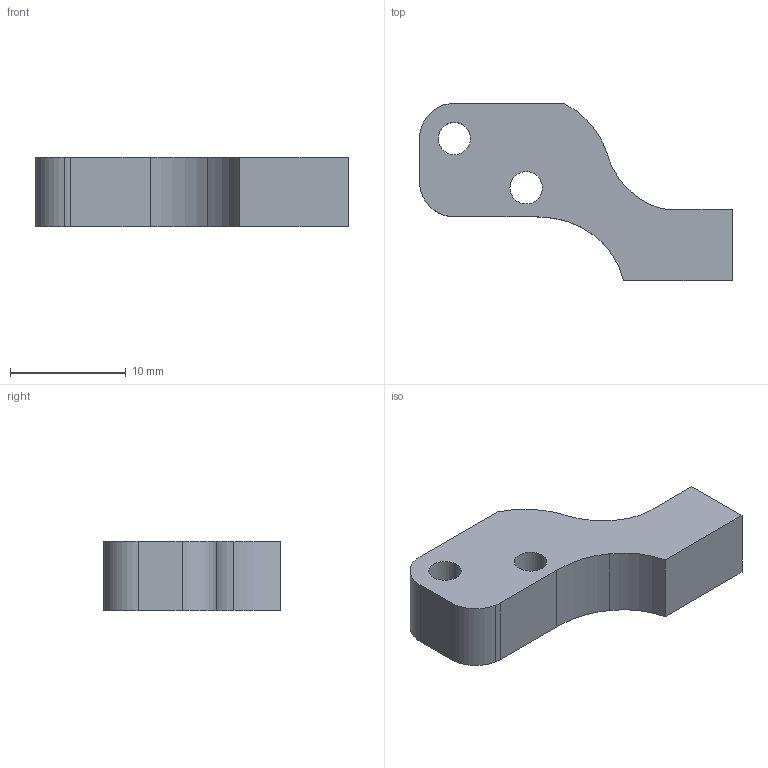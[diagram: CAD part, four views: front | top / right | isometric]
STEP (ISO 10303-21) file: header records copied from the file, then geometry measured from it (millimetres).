
FILE_DESCRIPTION (( 'STEP AP214' ), '1' );
FILE_NAME ('1121-A2P-A.STEP', '2013-05-15T14:52:20', ( '3DAssist' ), ( '' ), 'SwSTEP 2.0', 'SolidWorks 2013', '' );
FILE_SCHEMA (( 'AUTOMOTIVE_DESIGN' ));
Length unit declared in the file: millimetre
Products named in the file (1): 1121-A2P-A
Bounding box: 27 x 15.3 x 6 mm (x, y, z)
Volume: 1276.4 mm3; surface area: 976.9 mm2
Topology: 1 solids, 1 shells, 18 faces, 48 edges, 32 vertices
Faces by surface type: plane 9, bspline 7, cylinder 2
Full cylindrical faces by diameter (mm): 2.8 x2
Entity records: 630 total; most frequent: CARTESIAN_POINT 188, ORIENTED_EDGE 92, DIRECTION 60, EDGE_CURVE 46, VERTEX_POINT 32, VECTOR 28, LINE 28, EDGE_LOOP 24
